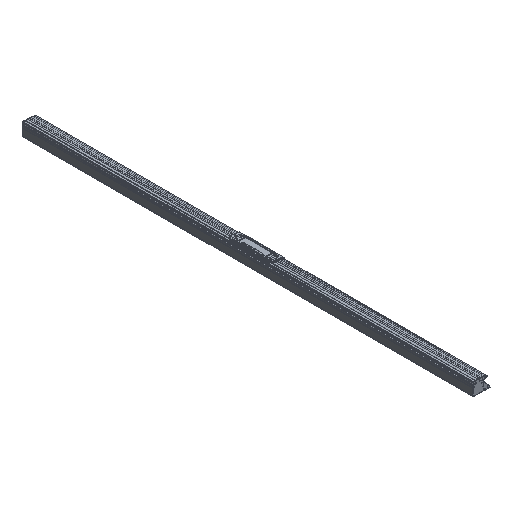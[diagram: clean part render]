
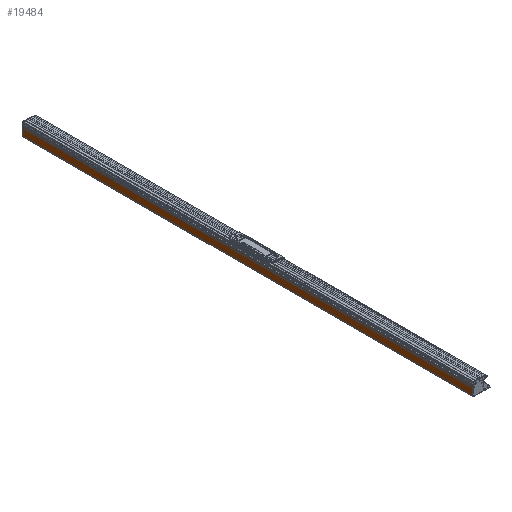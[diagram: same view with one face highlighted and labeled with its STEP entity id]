
A CAD part, isometric view. The second image highlights one B-rep face of the part: STEP entity #19484.
In plain terms, the highlighted planar face has unit normal (-1, 0, 0).
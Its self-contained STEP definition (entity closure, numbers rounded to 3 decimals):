
#4429 = VERTEX_POINT ( 'NONE', #65755 ) ;
#8197 = CARTESIAN_POINT ( 'NONE',  ( -28.6, -1250., 52.939 ) ) ;
#12121 = DIRECTION ( 'NONE',  ( 0., 1., 0. ) ) ;
#14128 = DIRECTION ( 'NONE',  ( 0., 0., 1. ) ) ;
#19484 = ADVANCED_FACE ( 'NONE', ( #58071 ), #174626, .F. ) ;
#25105 = VERTEX_POINT ( 'NONE', #177906 ) ;
#26577 = DIRECTION ( 'NONE',  ( 0., 1., 0. ) ) ;
#28437 = CARTESIAN_POINT ( 'NONE',  ( -28.6, -1250., 0.7 ) ) ;
#37937 = VERTEX_POINT ( 'NONE', #68200 ) ;
#46346 = VECTOR ( 'NONE', #26577, 1000. ) ;
#51677 = ORIENTED_EDGE ( 'NONE', *, *, #73456, .F. ) ;
#58071 = FACE_OUTER_BOUND ( 'NONE', #91921, .T. ) ;
#59026 = LINE ( 'NONE', #28437, #150330 ) ;
#62339 = VERTEX_POINT ( 'NONE', #8197 ) ;
#65755 = CARTESIAN_POINT ( 'NONE',  ( -28.6, 1250., 5.944 ) ) ;
#68200 = CARTESIAN_POINT ( 'NONE',  ( -28.6, -1250., 5.944 ) ) ;
#73237 = CARTESIAN_POINT ( 'NONE',  ( -28.6, -1250., 52.939 ) ) ;
#73456 = EDGE_CURVE ( 'NONE', #62339, #37937, #59026, .T. ) ;
#83262 = EDGE_CURVE ( 'NONE', #37937, #4429, #187087, .T. ) ;
#83595 = VECTOR ( 'NONE', #12121, 1000. ) ;
#90602 = CARTESIAN_POINT ( 'NONE',  ( -28.6, -1250., 0.7 ) ) ;
#91921 = EDGE_LOOP ( 'NONE', ( #135061, #153951, #51677, #129687 ) ) ;
#98083 = CARTESIAN_POINT ( 'NONE',  ( -28.6, 1250., 0.7 ) ) ;
#109636 = DIRECTION ( 'NONE',  ( 0., 0., -1. ) ) ;
#112477 = LINE ( 'NONE', #98083, #161200 ) ;
#129687 = ORIENTED_EDGE ( 'NONE', *, *, #175026, .T. ) ;
#131611 = DIRECTION ( 'NONE',  ( 0., 0., -1. ) ) ;
#135061 = ORIENTED_EDGE ( 'NONE', *, *, #170783, .T. ) ;
#144937 = LINE ( 'NONE', #73237, #83595 ) ;
#145056 = DIRECTION ( 'NONE',  ( 1., 0., 0. ) ) ;
#150330 = VECTOR ( 'NONE', #131611, 1000. ) ;
#153951 = ORIENTED_EDGE ( 'NONE', *, *, #83262, .F. ) ;
#159321 = CARTESIAN_POINT ( 'NONE',  ( -28.6, -1250., 5.944 ) ) ;
#161200 = VECTOR ( 'NONE', #109636, 1000. ) ;
#165658 = AXIS2_PLACEMENT_3D ( 'NONE', #90602, #145056, #14128 ) ;
#170783 = EDGE_CURVE ( 'NONE', #25105, #4429, #112477, .T. ) ;
#174626 = PLANE ( 'NONE',  #165658 ) ;
#175026 = EDGE_CURVE ( 'NONE', #62339, #25105, #144937, .T. ) ;
#177906 = CARTESIAN_POINT ( 'NONE',  ( -28.6, 1250., 52.939 ) ) ;
#187087 = LINE ( 'NONE', #159321, #46346 ) ;
